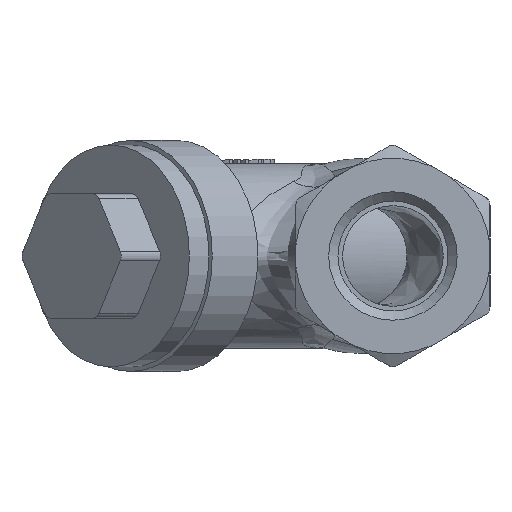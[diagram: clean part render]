
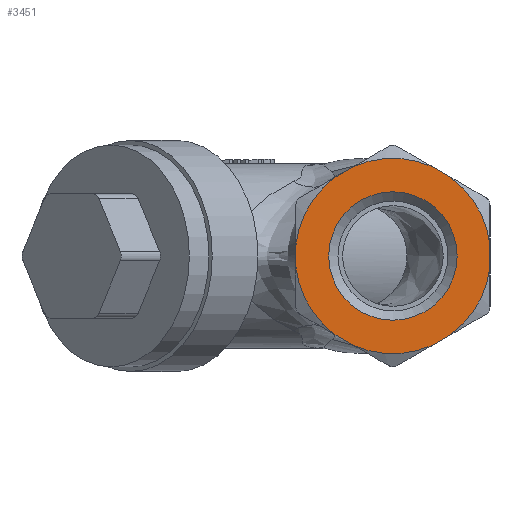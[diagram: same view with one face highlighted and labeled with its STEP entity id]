
A CAD part, left-side view. The second image highlights one B-rep face of the part: STEP entity #3451.
In plain terms, the highlighted planar face has unit normal (-1, 0, 0).
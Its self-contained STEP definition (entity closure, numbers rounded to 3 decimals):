
#112=CIRCLE('',#3730,6.945);
#113=CIRCLE('',#3732,10.566);
#114=CIRCLE('',#3733,10.566);
#115=CIRCLE('',#3734,10.566);
#116=CIRCLE('',#3735,10.566);
#117=CIRCLE('',#3736,10.566);
#118=CIRCLE('',#3737,10.566);
#183=FACE_BOUND('',#943,.T.);
#267=LINE('',#6767,#437);
#268=LINE('',#6771,#438);
#269=LINE('',#6775,#439);
#270=LINE('',#6779,#440);
#271=LINE('',#6783,#441);
#272=LINE('',#6786,#442);
#437=VECTOR('',#4281,10.);
#438=VECTOR('',#4284,10.);
#439=VECTOR('',#4287,10.);
#440=VECTOR('',#4290,10.);
#441=VECTOR('',#4293,10.);
#442=VECTOR('',#4296,10.);
#579=PLANE('',#3731);
#742=FACE_OUTER_BOUND('',#942,.T.);
#942=EDGE_LOOP('',(#2608,#2609,#2610,#2611,#2612,#2613,#2614,#2615,#2616,
#2617,#2618,#2619));
#943=EDGE_LOOP('',(#2620));
#1447=VERTEX_POINT('',#6759);
#1448=VERTEX_POINT('',#6763);
#1449=VERTEX_POINT('',#6764);
#1450=VERTEX_POINT('',#6766);
#1451=VERTEX_POINT('',#6768);
#1452=VERTEX_POINT('',#6770);
#1453=VERTEX_POINT('',#6772);
#1454=VERTEX_POINT('',#6774);
#1455=VERTEX_POINT('',#6776);
#1456=VERTEX_POINT('',#6778);
#1457=VERTEX_POINT('',#6780);
#1458=VERTEX_POINT('',#6782);
#1459=VERTEX_POINT('',#6784);
#1867=EDGE_CURVE('',#1447,#1447,#112,.T.);
#1868=EDGE_CURVE('',#1448,#1449,#113,.T.);
#1869=EDGE_CURVE('',#1450,#1449,#267,.T.);
#1870=EDGE_CURVE('',#1450,#1451,#114,.T.);
#1871=EDGE_CURVE('',#1452,#1451,#268,.T.);
#1872=EDGE_CURVE('',#1452,#1453,#115,.T.);
#1873=EDGE_CURVE('',#1454,#1453,#269,.T.);
#1874=EDGE_CURVE('',#1454,#1455,#116,.T.);
#1875=EDGE_CURVE('',#1456,#1455,#270,.T.);
#1876=EDGE_CURVE('',#1456,#1457,#117,.T.);
#1877=EDGE_CURVE('',#1458,#1457,#271,.T.);
#1878=EDGE_CURVE('',#1458,#1459,#118,.T.);
#1879=EDGE_CURVE('',#1448,#1459,#272,.T.);
#2608=ORIENTED_EDGE('',*,*,#1868,.T.);
#2609=ORIENTED_EDGE('',*,*,#1869,.F.);
#2610=ORIENTED_EDGE('',*,*,#1870,.T.);
#2611=ORIENTED_EDGE('',*,*,#1871,.F.);
#2612=ORIENTED_EDGE('',*,*,#1872,.T.);
#2613=ORIENTED_EDGE('',*,*,#1873,.F.);
#2614=ORIENTED_EDGE('',*,*,#1874,.T.);
#2615=ORIENTED_EDGE('',*,*,#1875,.F.);
#2616=ORIENTED_EDGE('',*,*,#1876,.T.);
#2617=ORIENTED_EDGE('',*,*,#1877,.F.);
#2618=ORIENTED_EDGE('',*,*,#1878,.T.);
#2619=ORIENTED_EDGE('',*,*,#1879,.F.);
#2620=ORIENTED_EDGE('',*,*,#1867,.F.);
#3451=ADVANCED_FACE('',(#742,#183),#579,.F.);
#3730=AXIS2_PLACEMENT_3D('',#6761,#4275,#4276);
#3731=AXIS2_PLACEMENT_3D('',#6762,#4277,#4278);
#3732=AXIS2_PLACEMENT_3D('',#6765,#4279,#4280);
#3733=AXIS2_PLACEMENT_3D('',#6769,#4282,#4283);
#3734=AXIS2_PLACEMENT_3D('',#6773,#4285,#4286);
#3735=AXIS2_PLACEMENT_3D('',#6777,#4288,#4289);
#3736=AXIS2_PLACEMENT_3D('',#6781,#4291,#4292);
#3737=AXIS2_PLACEMENT_3D('',#6785,#4294,#4295);
#4275=DIRECTION('center_axis',(-1.,0.,0.));
#4276=DIRECTION('ref_axis',(0.,-1.,0.));
#4277=DIRECTION('center_axis',(1.,0.,0.));
#4278=DIRECTION('ref_axis',(0.,0.,-1.));
#4279=DIRECTION('center_axis',(-1.,0.,0.));
#4280=DIRECTION('ref_axis',(0.,0.,1.));
#4281=DIRECTION('',(0.,0.,1.));
#4282=DIRECTION('center_axis',(-1.,0.,0.));
#4283=DIRECTION('ref_axis',(0.,0.,1.));
#4284=DIRECTION('',(0.,0.866,0.5));
#4285=DIRECTION('center_axis',(-1.,0.,0.));
#4286=DIRECTION('ref_axis',(0.,0.,1.));
#4287=DIRECTION('',(0.,0.866,-0.5));
#4288=DIRECTION('center_axis',(-1.,0.,0.));
#4289=DIRECTION('ref_axis',(0.,0.,1.));
#4290=DIRECTION('',(0.,0.,-1.));
#4291=DIRECTION('center_axis',(-1.,0.,0.));
#4292=DIRECTION('ref_axis',(0.,0.,1.));
#4293=DIRECTION('',(0.,-0.866,-0.5));
#4294=DIRECTION('center_axis',(-1.,0.,0.));
#4295=DIRECTION('ref_axis',(0.,0.,1.));
#4296=DIRECTION('',(0.,-0.866,0.5));
#6759=CARTESIAN_POINT('',(0.,6.945,0.));
#6761=CARTESIAN_POINT('Origin',(0.,0.,0.));
#6762=CARTESIAN_POINT('Origin',(0.,0.,0.));
#6763=CARTESIAN_POINT('',(0.,6.267,8.506));
#6764=CARTESIAN_POINT('',(0.,10.5,1.175));
#6765=CARTESIAN_POINT('Origin',(0.,0.,0.));
#6766=CARTESIAN_POINT('',(0.,10.5,-1.175));
#6767=CARTESIAN_POINT('',(0.,10.5,-6.062));
#6768=CARTESIAN_POINT('',(0.,6.267,-8.506));
#6769=CARTESIAN_POINT('Origin',(0.,0.,0.));
#6770=CARTESIAN_POINT('',(0.,4.233,-9.681));
#6771=CARTESIAN_POINT('',(0.,0.,-12.124));
#6772=CARTESIAN_POINT('',(0.,-4.233,-9.681));
#6773=CARTESIAN_POINT('Origin',(0.,0.,0.));
#6774=CARTESIAN_POINT('',(0.,-6.267,-8.506));
#6775=CARTESIAN_POINT('',(0.,-10.5,-6.062));
#6776=CARTESIAN_POINT('',(0.,-10.5,-1.175));
#6777=CARTESIAN_POINT('Origin',(0.,0.,0.));
#6778=CARTESIAN_POINT('',(0.,-10.5,1.175));
#6779=CARTESIAN_POINT('',(0.,-10.5,6.062));
#6780=CARTESIAN_POINT('',(0.,-6.267,8.506));
#6781=CARTESIAN_POINT('Origin',(0.,0.,0.));
#6782=CARTESIAN_POINT('',(0.,-4.233,9.681));
#6783=CARTESIAN_POINT('',(0.,0.,12.124));
#6784=CARTESIAN_POINT('',(0.,4.233,9.681));
#6785=CARTESIAN_POINT('Origin',(0.,0.,0.));
#6786=CARTESIAN_POINT('',(0.,10.5,6.062));
